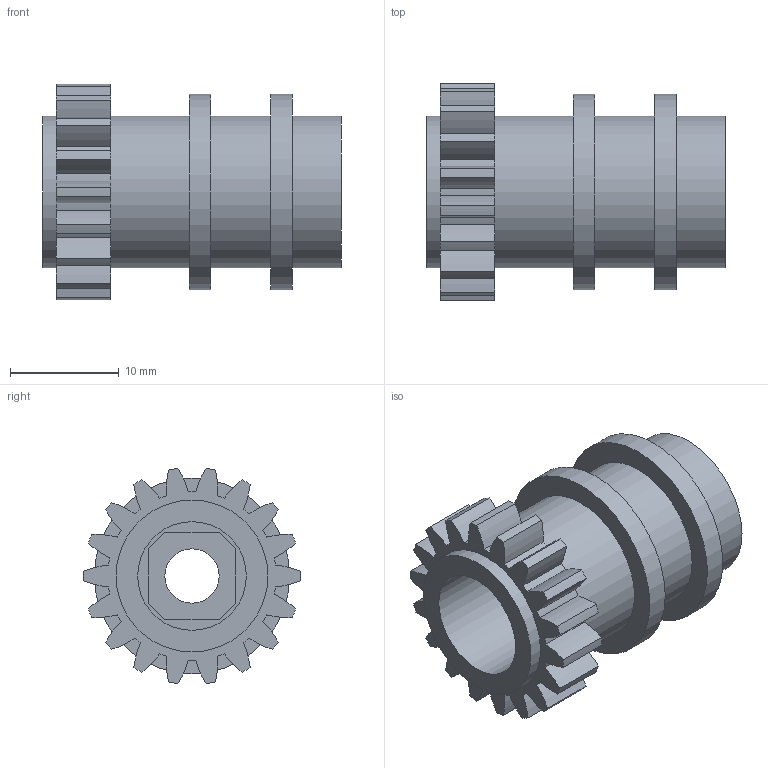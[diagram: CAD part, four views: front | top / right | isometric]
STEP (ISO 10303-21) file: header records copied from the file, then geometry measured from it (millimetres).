
FILE_DESCRIPTION(/* description */ (''),/* implementation_level */ '2;1');
FILE_NAME(/* name */ 'Welle.stp',/* time_stamp */ '2020-02-18T18:50:36-05:00',/* author */ ('rhoch'),/* organization */ (''),/* preprocessor_version */ 'ST-DEVELOPER v17',/* originating_system */ 'Autodesk Inventor 2018',/* authorisation */ '');
FILE_SCHEMA (('AUTOMOTIVE_DESIGN { 1 0 10303 214 3 1 1 }'));
Length unit declared in the file: millimetre
Products named in the file (1): Welle
Bounding box: 27.5 x 20 x 19.83 mm (x, y, z)
Volume: 3150 mm3; surface area: 3309.3 mm2
Topology: 1 solids, 1 shells, 98 faces, 276 edges, 188 vertices
Faces by surface type: cylinder 80, plane 18
Full cylindrical faces by diameter (mm): 5 x1, 10 x1, 14 x4, 18 x2
Entity records: 3426 total; most frequent: DIRECTION 646, CARTESIAN_POINT 563, ORIENTED_EDGE 552, EDGE_CURVE 276, AXIS2_PLACEMENT_3D 271, VERTEX_POINT 188, CIRCLE 172, EDGE_LOOP 108
